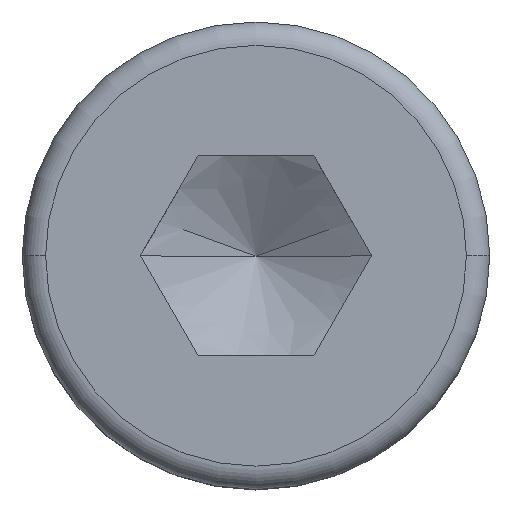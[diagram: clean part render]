
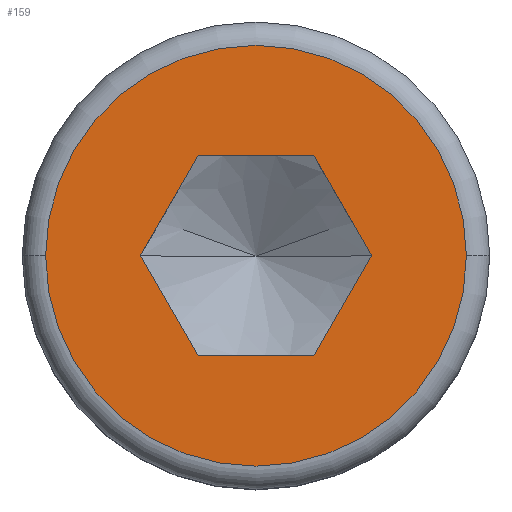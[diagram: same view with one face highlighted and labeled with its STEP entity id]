
A CAD part, top view. The second image highlights one B-rep face of the part: STEP entity #159.
In plain terms, the highlighted planar face has unit normal (0, 0, 1).
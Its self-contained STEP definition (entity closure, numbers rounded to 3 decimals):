
#3 = CARTESIAN_POINT ( 'NONE',  ( -0.866, 1.5, 4. ) ) ;
#17 = DIRECTION ( 'NONE',  ( -0.5, 0.866, 0. ) ) ;
#20 = ORIENTED_EDGE ( 'NONE', *, *, #579, .T. ) ;
#39 = VECTOR ( 'NONE', #153, 1000. ) ;
#50 = CARTESIAN_POINT ( 'NONE',  ( 0.866, -1.5, 4. ) ) ;
#58 = PLANE ( 'NONE',  #287 ) ;
#82 = ORIENTED_EDGE ( 'NONE', *, *, #356, .T. ) ;
#95 = CARTESIAN_POINT ( 'NONE',  ( 0.866, 1.5, 4. ) ) ;
#107 = AXIS2_PLACEMENT_3D ( 'NONE', #517, #467, #199 ) ;
#111 = FACE_BOUND ( 'NONE', #266, .T. ) ;
#113 = CARTESIAN_POINT ( 'NONE',  ( 0.866, 1.5, 4. ) ) ;
#115 = EDGE_CURVE ( 'E1', #567, #533, #256, .T. ) ;
#127 = CARTESIAN_POINT ( 'NONE',  ( -3.15, 0., 4. ) ) ;
#130 = VECTOR ( 'NONE', #544, 1000. ) ;
#139 = ORIENTED_EDGE ( 'NONE', *, *, #278, .T. ) ;
#144 = VERTEX_POINT ( 'NONE', #3 ) ;
#151 = EDGE_CURVE ( 'E22', #569, #289, #326, .T. ) ;
#153 = DIRECTION ( 'NONE',  ( -0.5, -0.866, 0. ) ) ;
#154 = VECTOR ( 'NONE', #242, 1000. ) ;
#159 = ADVANCED_FACE ( 'E0', ( #387, #111 ), #58, .F. ) ;
#182 = VERTEX_POINT ( 'NONE', #416 ) ;
#191 = AXIS2_PLACEMENT_3D ( 'NONE', #537, #279, #274 ) ;
#192 = ORIENTED_EDGE ( 'NONE', *, *, #331, .T. ) ;
#199 = DIRECTION ( 'NONE',  ( 1., 0., 0. ) ) ;
#202 = ORIENTED_EDGE ( 'NONE', *, *, #151, .T. ) ;
#212 = VERTEX_POINT ( 'NONE', #95 ) ;
#225 = CARTESIAN_POINT ( 'NONE',  ( 0., 3.15, 4. ) ) ;
#227 = LINE ( 'NONE', #113, #154 ) ;
#242 = DIRECTION ( 'NONE',  ( 0.5, -0.866, 0. ) ) ;
#248 = CARTESIAN_POINT ( 'NONE',  ( -1.732, 0., 4. ) ) ;
#251 = ORIENTED_EDGE ( 'NONE', *, *, #392, .T. ) ;
#256 = CIRCLE ( 'NONE', #191, 3.15 ) ;
#259 = CARTESIAN_POINT ( 'NONE',  ( 0.866, -1.5, 4. ) ) ;
#263 = LINE ( 'NONE', #248, #306 ) ;
#264 = CARTESIAN_POINT ( 'NONE',  ( -0.866, 1.5, 4. ) ) ;
#266 = EDGE_LOOP ( 'NONE', ( #514, #192, #202, #139, #251, #20 ) ) ;
#274 = DIRECTION ( 'NONE',  ( 1., 0., 0. ) ) ;
#278 = EDGE_CURVE ( 'E29', #289, #182, #565, .T. ) ;
#279 = DIRECTION ( 'NONE',  ( 0., 0., 1. ) ) ;
#287 = AXIS2_PLACEMENT_3D ( 'NONE', #225, #318, #368 ) ;
#289 = VERTEX_POINT ( 'NONE', #456 ) ;
#302 = EDGE_LOOP ( 'NONE', ( #82, #357 ) ) ;
#306 = VECTOR ( 'NONE', #425, 1000. ) ;
#310 = CARTESIAN_POINT ( 'NONE',  ( 3.15, 0., 4. ) ) ;
#318 = DIRECTION ( 'NONE',  ( 0., 0., -1. ) ) ;
#325 = CARTESIAN_POINT ( 'NONE',  ( 1.732, 0., 4. ) ) ;
#326 = LINE ( 'NONE', #50, #130 ) ;
#327 = VERTEX_POINT ( 'NONE', #369 ) ;
#331 = EDGE_CURVE ( 'E15', #327, #569, #518, .T. ) ;
#356 = EDGE_CURVE ( 'E1', #533, #567, #378, .T. ) ;
#357 = ORIENTED_EDGE ( 'NONE', *, *, #115, .T. ) ;
#368 = DIRECTION ( 'NONE',  ( -1., 0., 0. ) ) ;
#369 = CARTESIAN_POINT ( 'NONE',  ( 1.732, 0., 4. ) ) ;
#378 = CIRCLE ( 'NONE', #107, 3.15 ) ;
#387 = FACE_OUTER_BOUND ( 'NONE', #302, .T. ) ;
#392 = EDGE_CURVE ( 'E36', #182, #144, #263, .T. ) ;
#412 = CARTESIAN_POINT ( 'NONE',  ( -0.866, -1.5, 4. ) ) ;
#416 = CARTESIAN_POINT ( 'NONE',  ( -1.732, 0., 4. ) ) ;
#424 = EDGE_CURVE ( 'E8', #212, #327, #227, .T. ) ;
#425 = DIRECTION ( 'NONE',  ( 0.5, 0.866, 0. ) ) ;
#456 = CARTESIAN_POINT ( 'NONE',  ( -0.866, -1.5, 4. ) ) ;
#467 = DIRECTION ( 'NONE',  ( 0., 0., 1. ) ) ;
#512 = VECTOR ( 'NONE', #580, 1000. ) ;
#514 = ORIENTED_EDGE ( 'NONE', *, *, #424, .T. ) ;
#517 = CARTESIAN_POINT ( 'NONE',  ( 0., 0., 4. ) ) ;
#518 = LINE ( 'NONE', #325, #39 ) ;
#525 = LINE ( 'NONE', #264, #512 ) ;
#533 = VERTEX_POINT ( 'NONE', #310 ) ;
#537 = CARTESIAN_POINT ( 'NONE',  ( 0., 0., 4. ) ) ;
#544 = DIRECTION ( 'NONE',  ( -1., 0., 0. ) ) ;
#552 = VECTOR ( 'NONE', #17, 1000. ) ;
#565 = LINE ( 'NONE', #412, #552 ) ;
#567 = VERTEX_POINT ( 'NONE', #127 ) ;
#569 = VERTEX_POINT ( 'NONE', #259 ) ;
#579 = EDGE_CURVE ( 'E43', #144, #212, #525, .T. ) ;
#580 = DIRECTION ( 'NONE',  ( 1., 0., 0. ) ) ;
